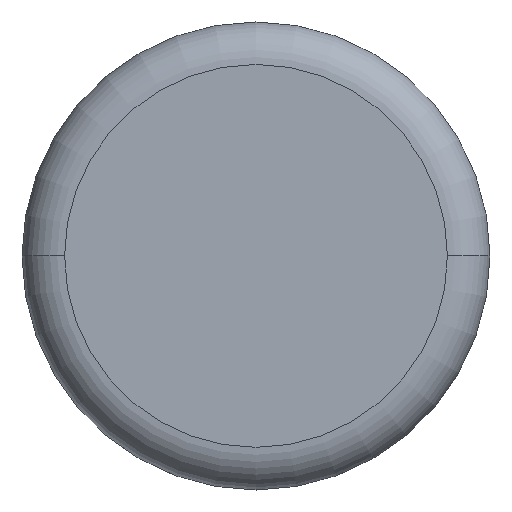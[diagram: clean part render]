
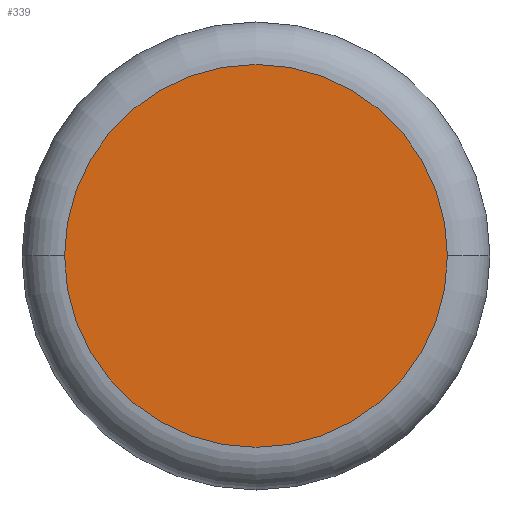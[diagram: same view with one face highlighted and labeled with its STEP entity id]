
A CAD part, top view. The second image highlights one B-rep face of the part: STEP entity #339.
In plain terms, the highlighted planar face has unit normal (0, 0, 1).
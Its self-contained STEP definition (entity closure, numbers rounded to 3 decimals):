
#44 = EDGE_CURVE ( 'NONE', #217, #141, #393, .T. ) ;
#126 = EDGE_LOOP ( 'NONE', ( #327, #350 ) ) ;
#141 = VERTEX_POINT ( 'NONE', #594 ) ;
#217 = VERTEX_POINT ( 'NONE', #657 ) ;
#327 = ORIENTED_EDGE ( 'NONE', *, *, #44, .F. ) ;
#339 = ADVANCED_FACE ( 'NONE', ( #949 ), #992, .F. ) ;
#350 = ORIENTED_EDGE ( 'NONE', *, *, #353, .F. ) ;
#353 = EDGE_CURVE ( 'NONE', #141, #217, #903, .T. ) ;
#364 = DIRECTION ( 'NONE',  ( -1., 0., 0. ) ) ;
#365 = DIRECTION ( 'NONE',  ( 0., 0., -1. ) ) ;
#366 = CARTESIAN_POINT ( 'NONE',  ( 0., 0., 28. ) ) ;
#393 = CIRCLE ( 'NONE', #480, 4.5 ) ;
#480 = AXIS2_PLACEMENT_3D ( 'NONE', #366, #365, #364 ) ;
#594 = CARTESIAN_POINT ( 'NONE',  ( 4.5, 0., 28. ) ) ;
#657 = CARTESIAN_POINT ( 'NONE',  ( -4.5, 0., 28. ) ) ;
#886 = AXIS2_PLACEMENT_3D ( 'NONE', #940, #987, #986 ) ;
#899 = DIRECTION ( 'NONE',  ( -1., 0., 0. ) ) ;
#900 = DIRECTION ( 'NONE',  ( 0., 0., -1. ) ) ;
#901 = CARTESIAN_POINT ( 'NONE',  ( 0., 0., 28. ) ) ;
#902 = AXIS2_PLACEMENT_3D ( 'NONE', #901, #900, #899 ) ;
#903 = CIRCLE ( 'NONE', #902, 4.5 ) ;
#940 = CARTESIAN_POINT ( 'NONE',  ( 4.5, 0., 28. ) ) ;
#949 = FACE_OUTER_BOUND ( 'NONE', #126, .T. ) ;
#986 = DIRECTION ( 'NONE',  ( -1., 0., 0. ) ) ;
#987 = DIRECTION ( 'NONE',  ( 0., 0., -1. ) ) ;
#992 = PLANE ( 'NONE',  #886 ) ;
